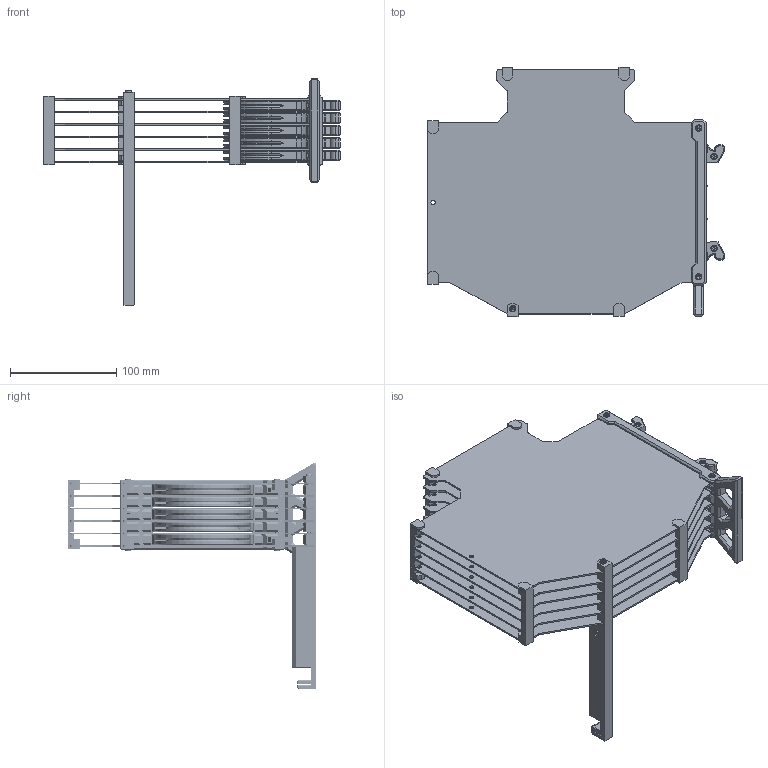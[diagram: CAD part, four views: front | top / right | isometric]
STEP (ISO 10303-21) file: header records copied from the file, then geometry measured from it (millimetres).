
FILE_DESCRIPTION(/* description */ (''),/* implementation_level */ '2;1');
FILE_NAME(/* name */ 'Buffer.stp',/* time_stamp */ '2022-11-21T15:33:04+01:00',/* author */ ('Eliáš Knor'),/* organization */ (''),/* preprocessor_version */ 'ST-DEVELOPER v18.1',/* originating_system */ 'Autodesk Inventor 2021',/* authorisation */ '');
FILE_SCHEMA (('AUTOMOTIVE_DESIGN { 1 0 10303 214 3 1 1 }'));
Length unit declared in the file: millimetre
Products named in the file (15): Buffer; segmenter E1; Segment E1; Wheel E1; Buffer Leg E1; printer holder E1; Buffer plate; plate holder E1; Collet; bearing; Pin 3x8; M3 Square Nut; M3 Nut; M3 x 30; M3 x 6
Assembly tree (100 placements, depth 2):
  Buffer
    segmenter E1
    Segment E1  x5
    Wheel E1  x5
    Buffer Leg E1
    plate holder E1  x5
    printer holder E1
    Buffer plate  x6
    Collet  x10
    M3 x 30  x10
    bearing  x5
    Pin 3x8  x5
    M3 Square Nut  x6
    M3 Nut  x15
    M3 x 6  x25
Bounding box: 279.12 x 234.07 x 213.12 mm (x, y, z)
Volume: 785794.8 mm3; surface area: 844551 mm2
Topology: 100 solids, 160 shells, 5735 faces, 15178 edges, 9992 vertices
Faces by surface type: plane 4055, cylinder 689, cone 472, torus 260, bspline 259
Full cylindrical faces by diameter (mm): 2 x11, 2.459 x21, 2.5 x10, 2.9 x15, 3 x40, 3.2 x10, 3.3 x15, 3.4 x29, 4 x70, 4.2 x10, 4.4 x2, 5.05 x10, 5.5 x35, 6 x30, 7 x10, 7.358 x10, 8 x5, 71 x5
Entity records: 53328 total; most frequent: CARTESIAN_POINT 11599, ORIENTED_EDGE 8756, DIRECTION 7681, EDGE_CURVE 4378, LINE 3439, VECTOR 3439, VERTEX_POINT 2832, AXIS2_PLACEMENT_3D 2121
